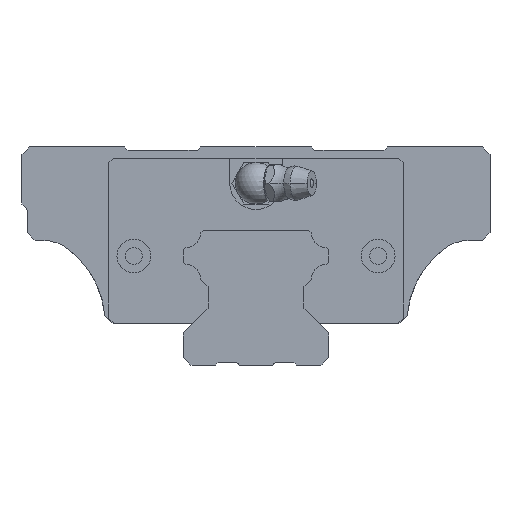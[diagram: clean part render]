
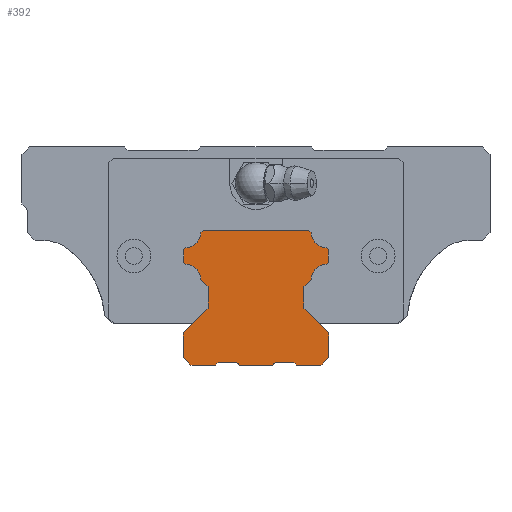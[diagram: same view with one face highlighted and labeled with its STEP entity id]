
A CAD part, front view. The second image highlights one B-rep face of the part: STEP entity #392.
In plain terms, the highlighted planar face has unit normal (0, -1, 0).
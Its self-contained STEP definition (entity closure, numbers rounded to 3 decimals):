
#392=ADVANCED_FACE('',(#880),#881,.T.);
#880=FACE_OUTER_BOUND('',#1455,.T.);
#881=PLANE('',#1456);
#1455=EDGE_LOOP('',(#3323,#3324,#3325,#3326,#3327,#3328,#3329,#3330,#3331,#3332,#3333,#3334,#3335,#3336,#3337,#3338,#3339,#3340,#3341,#3342,#3343,#3344,#3345,#3346,#3347,#3348,#3349,#3350,#3351,#3352,#3353,#3354));
#1456=AXIS2_PLACEMENT_3D('',#3355,#3356,#3357);
#3323=ORIENTED_EDGE('',*,*,#4059,.T.);
#3324=ORIENTED_EDGE('',*,*,#4141,.F.);
#3325=ORIENTED_EDGE('',*,*,#4063,.F.);
#3326=ORIENTED_EDGE('',*,*,#4144,.F.);
#3327=ORIENTED_EDGE('',*,*,#4133,.F.);
#3328=ORIENTED_EDGE('',*,*,#4044,.T.);
#3329=ORIENTED_EDGE('',*,*,#4120,.T.);
#3330=ORIENTED_EDGE('',*,*,#4117,.F.);
#3331=ORIENTED_EDGE('',*,*,#4145,.T.);
#3332=ORIENTED_EDGE('',*,*,#4034,.T.);
#3333=ORIENTED_EDGE('',*,*,#4028,.F.);
#3334=ORIENTED_EDGE('',*,*,#4032,.T.);
#3335=ORIENTED_EDGE('',*,*,#4131,.T.);
#3336=ORIENTED_EDGE('',*,*,#4048,.F.);
#3337=ORIENTED_EDGE('',*,*,#4052,.T.);
#3338=ORIENTED_EDGE('',*,*,#4089,.T.);
#3339=ORIENTED_EDGE('',*,*,#4103,.F.);
#3340=ORIENTED_EDGE('',*,*,#4069,.T.);
#3341=ORIENTED_EDGE('',*,*,#4067,.T.);
#3342=ORIENTED_EDGE('',*,*,#4098,.F.);
#3343=ORIENTED_EDGE('',*,*,#4146,.F.);
#3344=ORIENTED_EDGE('',*,*,#4147,.T.);
#3345=ORIENTED_EDGE('',*,*,#4055,.F.);
#3346=ORIENTED_EDGE('',*,*,#4148,.F.);
#3347=ORIENTED_EDGE('',*,*,#4125,.F.);
#3348=ORIENTED_EDGE('',*,*,#4129,.F.);
#3349=ORIENTED_EDGE('',*,*,#4149,.F.);
#3350=ORIENTED_EDGE('',*,*,#4150,.F.);
#3351=ORIENTED_EDGE('',*,*,#4109,.F.);
#3352=ORIENTED_EDGE('',*,*,#4072,.F.);
#3353=ORIENTED_EDGE('',*,*,#4151,.T.);
#3354=ORIENTED_EDGE('',*,*,#4152,.F.);
#3355=CARTESIAN_POINT('',(-13.679,-167.7,-18.021));
#3356=DIRECTION('',(0.0,-1.0,0.0));
#3357=DIRECTION('',(0.0,0.0,-1.0));
#4028=EDGE_CURVE('',#5034,#5036,#5037,.T.);
#4032=EDGE_CURVE('',#5034,#5041,#5043,.T.);
#4034=EDGE_CURVE('',#5046,#5036,#5047,.T.);
#4044=EDGE_CURVE('',#5064,#5062,#5065,.T.);
#4048=EDGE_CURVE('',#5070,#5072,#5073,.T.);
#4052=EDGE_CURVE('',#5070,#5077,#5079,.T.);
#4055=EDGE_CURVE('',#5083,#5085,#5086,.T.);
#4059=EDGE_CURVE('',#5093,#5091,#5094,.T.);
#4063=EDGE_CURVE('',#5099,#5101,#5102,.T.);
#4067=EDGE_CURVE('',#5104,#5106,#5108,.T.);
#4069=EDGE_CURVE('',#5109,#5104,#5111,.T.);
#4072=EDGE_CURVE('',#5115,#5117,#5118,.T.);
#4089=EDGE_CURVE('',#5077,#5143,#5145,.T.);
#4098=EDGE_CURVE('',#5157,#5106,#5159,.T.);
#4103=EDGE_CURVE('',#5109,#5143,#5164,.T.);
#4109=EDGE_CURVE('',#5117,#5171,#5172,.T.);
#4117=EDGE_CURVE('',#5183,#5185,#5186,.T.);
#4120=EDGE_CURVE('',#5062,#5185,#5189,.T.);
#4125=EDGE_CURVE('',#5195,#5197,#5198,.T.);
#4129=EDGE_CURVE('',#5202,#5195,#5204,.T.);
#4131=EDGE_CURVE('',#5041,#5072,#5206,.T.);
#4133=EDGE_CURVE('',#5064,#5209,#5210,.T.);
#4141=EDGE_CURVE('',#5101,#5091,#5218,.T.);
#4144=EDGE_CURVE('',#5209,#5099,#5221,.T.);
#4145=EDGE_CURVE('',#5183,#5046,#5222,.T.);
#4146=EDGE_CURVE('',#5223,#5157,#5224,.T.);
#4147=EDGE_CURVE('',#5223,#5085,#5225,.T.);
#4148=EDGE_CURVE('',#5197,#5083,#5226,.T.);
#4149=EDGE_CURVE('',#5227,#5202,#5228,.T.);
#4150=EDGE_CURVE('',#5171,#5227,#5229,.T.);
#4151=EDGE_CURVE('',#5115,#5230,#5231,.T.);
#4152=EDGE_CURVE('',#5093,#5230,#5232,.T.);
#5034=VERTEX_POINT('',#6631);
#5036=VERTEX_POINT('',#6634);
#5037=LINE('',#6635,#6636);
#5041=VERTEX_POINT('',#6642);
#5043=LINE('',#6645,#6646);
#5046=VERTEX_POINT('',#6650);
#5047=LINE('',#6651,#6652);
#5062=VERTEX_POINT('',#6673);
#5064=VERTEX_POINT('',#6676);
#5065=LINE('',#6677,#6678);
#5070=VERTEX_POINT('',#6685);
#5072=VERTEX_POINT('',#6688);
#5073=LINE('',#6689,#6690);
#5077=VERTEX_POINT('',#6696);
#5079=LINE('',#6699,#6700);
#5083=VERTEX_POINT('',#6705);
#5085=VERTEX_POINT('',#6708);
#5086=LINE('',#6709,#6710);
#5091=VERTEX_POINT('',#6717);
#5093=VERTEX_POINT('',#6720);
#5094=LINE('',#6721,#6722);
#5099=VERTEX_POINT('',#6729);
#5101=VERTEX_POINT('',#6732);
#5102=LINE('',#6733,#6734);
#5104=VERTEX_POINT('',#6737);
#5106=VERTEX_POINT('',#6740);
#5108=LINE('',#6743,#6744);
#5109=VERTEX_POINT('',#6745);
#5111=LINE('',#6748,#6749);
#5115=VERTEX_POINT('',#6754);
#5117=VERTEX_POINT('',#6757);
#5118=LINE('',#6758,#6759);
#5143=VERTEX_POINT('',#6790);
#5145=LINE('',#6793,#6794);
#5157=VERTEX_POINT('',#6810);
#5159=LINE('',#6813,#6814);
#5164=LINE('',#6820,#6821);
#5171=VERTEX_POINT('',#6831);
#5172=LINE('',#6832,#6833);
#5183=VERTEX_POINT('',#6847);
#5185=VERTEX_POINT('',#6850);
#5186=CIRCLE('',#6851,3.1);
#5189=LINE('',#6856,#6857);
#5195=VERTEX_POINT('',#6864);
#5197=VERTEX_POINT('',#6867);
#5198=LINE('',#6868,#6869);
#5202=VERTEX_POINT('',#6875);
#5204=LINE('',#6878,#6879);
#5206=LINE('',#6882,#6883);
#5209=VERTEX_POINT('',#6887);
#5210=LINE('',#6888,#6889);
#5218=LINE('',#6899,#6900);
#5221=CIRCLE('',#6903,3.1);
#5222=LINE('',#6904,#6905);
#5223=VERTEX_POINT('',#6906);
#5224=LINE('',#6907,#6908);
#5225=LINE('',#6909,#6910);
#5226=LINE('',#6911,#6912);
#5227=VERTEX_POINT('',#6913);
#5228=LINE('',#6914,#6915);
#5229=CIRCLE('',#6916,3.1);
#5230=VERTEX_POINT('',#6917);
#5231=LINE('',#6918,#6919);
#5232=CIRCLE('',#6920,3.1);
#6631=CARTESIAN_POINT('',(-14.0,-167.7,-37.499));
#6634=CARTESIAN_POINT('',(-9.23,-167.7,-32.729));
#6635=CARTESIAN_POINT('',(-14.0,-167.7,-37.499));
#6636=VECTOR('',#7789,1000.0);
#6642=CARTESIAN_POINT('',(-14.0,-167.7,-42.2));
#6645=CARTESIAN_POINT('',(-14.0,-167.7,-37.499));
#6646=VECTOR('',#7793,1000.0);
#6650=CARTESIAN_POINT('',(-9.23,-167.7,-28.571));
#6651=CARTESIAN_POINT('',(-9.23,-167.7,-28.571));
#6652=VECTOR('',#7795,1000.0);
#6673=CARTESIAN_POINT('',(-13.93,-167.7,-23.871));
#6676=CARTESIAN_POINT('',(-13.93,-167.7,-21.529));
#6677=CARTESIAN_POINT('',(-13.93,-167.7,-21.529));
#6678=VECTOR('',#7809,1000.0);
#6685=CARTESIAN_POINT('',(-7.8,-167.7,-43.7));
#6688=CARTESIAN_POINT('',(-12.5,-167.7,-43.7));
#6689=CARTESIAN_POINT('',(-7.8,-167.7,-43.7));
#6690=VECTOR('',#7813,1000.0);
#6696=CARTESIAN_POINT('',(-7.3,-167.7,-43.2));
#6699=CARTESIAN_POINT('',(-7.8,-167.7,-43.7));
#6700=VECTOR('',#7817,1000.0);
#6705=CARTESIAN_POINT('',(14.0,-167.7,-42.2));
#6708=CARTESIAN_POINT('',(12.5,-167.7,-43.7));
#6709=CARTESIAN_POINT('',(14.0,-167.7,-42.2));
#6710=VECTOR('',#7820,1000.0);
#6717=CARTESIAN_POINT('',(10.101,-167.7,-17.7));
#6720=CARTESIAN_POINT('',(10.583,-167.7,-18.182));
#6721=CARTESIAN_POINT('',(10.583,-167.7,-18.182));
#6722=VECTOR('',#7824,1000.0);
#6729=CARTESIAN_POINT('',(-10.583,-167.7,-18.182));
#6732=CARTESIAN_POINT('',(-10.101,-167.7,-17.7));
#6733=CARTESIAN_POINT('',(-10.583,-167.7,-18.182));
#6734=VECTOR('',#7828,1000.0);
#6737=CARTESIAN_POINT('',(3.2,-167.7,-43.7));
#6740=CARTESIAN_POINT('',(3.7,-167.7,-43.2));
#6743=CARTESIAN_POINT('',(3.2,-167.7,-43.7));
#6744=VECTOR('',#7832,1000.0);
#6745=CARTESIAN_POINT('',(-3.2,-167.7,-43.7));
#6748=CARTESIAN_POINT('',(-3.2,-167.7,-43.7));
#6749=VECTOR('',#7834,1000.0);
#6754=CARTESIAN_POINT('',(13.93,-167.7,-21.529));
#6757=CARTESIAN_POINT('',(13.93,-167.7,-23.871));
#6758=CARTESIAN_POINT('',(13.93,-167.7,-21.529));
#6759=VECTOR('',#7837,1000.0);
#6790=CARTESIAN_POINT('',(-3.7,-167.7,-43.2));
#6793=CARTESIAN_POINT('',(-7.3,-167.7,-43.2));
#6794=VECTOR('',#7872,1000.0);
#6810=CARTESIAN_POINT('',(7.3,-167.7,-43.2));
#6813=CARTESIAN_POINT('',(7.3,-167.7,-43.2));
#6814=VECTOR('',#7887,1000.0);
#6820=CARTESIAN_POINT('',(-3.2,-167.7,-43.7));
#6821=VECTOR('',#7898,1000.0);
#6831=CARTESIAN_POINT('',(13.518,-167.7,-24.283));
#6832=CARTESIAN_POINT('',(13.93,-167.7,-23.871));
#6833=VECTOR('',#7908,1000.0);
#6847=CARTESIAN_POINT('',(-10.583,-167.7,-27.218));
#6850=CARTESIAN_POINT('',(-13.518,-167.7,-24.283));
#6851=AXIS2_PLACEMENT_3D('',#7922,#7923,#7924);
#6856=CARTESIAN_POINT('',(-13.93,-167.7,-23.871));
#6857=VECTOR('',#7927,1000.0);
#6864=CARTESIAN_POINT('',(9.23,-167.7,-32.729));
#6867=CARTESIAN_POINT('',(14.0,-167.7,-37.499));
#6868=CARTESIAN_POINT('',(9.23,-167.7,-32.729));
#6869=VECTOR('',#7936,1000.0);
#6875=CARTESIAN_POINT('',(9.23,-167.7,-28.571));
#6878=CARTESIAN_POINT('',(9.23,-167.7,-28.571));
#6879=VECTOR('',#7940,1000.0);
#6882=CARTESIAN_POINT('',(-14.0,-167.7,-42.2));
#6883=VECTOR('',#7942,1000.0);
#6887=CARTESIAN_POINT('',(-13.518,-167.7,-21.117));
#6888=CARTESIAN_POINT('',(-13.93,-167.7,-21.529));
#6889=VECTOR('',#7944,1000.0);
#6899=CARTESIAN_POINT('',(-10.171,-167.7,-17.7));
#6900=VECTOR('',#7962,1000.0);
#6903=AXIS2_PLACEMENT_3D('',#7969,#7970,#7971);
#6904=CARTESIAN_POINT('',(-10.583,-167.7,-27.218));
#6905=VECTOR('',#7972,1000.0);
#6906=CARTESIAN_POINT('',(7.8,-167.7,-43.7));
#6907=CARTESIAN_POINT('',(7.8,-167.7,-43.7));
#6908=VECTOR('',#7973,1000.0);
#6909=CARTESIAN_POINT('',(7.8,-167.7,-43.7));
#6910=VECTOR('',#7974,1000.0);
#6911=CARTESIAN_POINT('',(14.0,-167.7,-37.499));
#6912=VECTOR('',#7975,1000.0);
#6913=CARTESIAN_POINT('',(10.583,-167.7,-27.218));
#6914=CARTESIAN_POINT('',(10.583,-167.7,-27.218));
#6915=VECTOR('',#7976,1000.0);
#6916=AXIS2_PLACEMENT_3D('',#7977,#7978,#7979);
#6917=CARTESIAN_POINT('',(13.518,-167.7,-21.117));
#6918=CARTESIAN_POINT('',(13.93,-167.7,-21.529));
#6919=VECTOR('',#7980,1000.0);
#6920=AXIS2_PLACEMENT_3D('',#7981,#7982,#7983);
#7789=DIRECTION('',(0.707,0.0,0.707));
#7793=DIRECTION('',(0.0,0.0,-1.0));
#7795=DIRECTION('',(0.0,0.0,-1.0));
#7809=DIRECTION('',(0.0,0.0,-1.0));
#7813=DIRECTION('',(-1.0,0.0,0.0));
#7817=DIRECTION('',(0.707,0.0,0.707));
#7820=DIRECTION('',(-0.707,0.0,-0.707));
#7824=DIRECTION('',(-0.707,0.0,0.707));
#7828=DIRECTION('',(0.707,0.0,0.707));
#7832=DIRECTION('',(0.707,0.0,0.707));
#7834=DIRECTION('',(1.0,0.0,0.0));
#7837=DIRECTION('',(0.0,0.0,-1.0));
#7872=DIRECTION('',(1.0,0.0,0.0));
#7887=DIRECTION('',(-1.0,0.0,0.0));
#7898=DIRECTION('',(-0.707,0.0,0.707));
#7908=DIRECTION('',(-0.707,0.0,-0.707));
#7922=CARTESIAN_POINT('',(-13.679,-167.7,-27.379));
#7923=DIRECTION('',(0.0,-1.0,0.0));
#7924=DIRECTION('',(1.0,0.0,0.0));
#7927=DIRECTION('',(0.707,0.0,-0.707));
#7936=DIRECTION('',(0.707,0.0,-0.707));
#7940=DIRECTION('',(0.0,0.0,-1.0));
#7942=DIRECTION('',(0.707,0.0,-0.707));
#7944=DIRECTION('',(0.707,0.0,0.707));
#7962=DIRECTION('',(1.0,0.0,0.0));
#7969=CARTESIAN_POINT('',(-13.679,-167.7,-18.021));
#7970=DIRECTION('',(0.0,-1.0,0.0));
#7971=DIRECTION('',(1.0,0.0,0.0));
#7972=DIRECTION('',(0.707,0.0,-0.707));
#7973=DIRECTION('',(-0.707,0.0,0.707));
#7974=DIRECTION('',(1.0,0.0,0.0));
#7975=DIRECTION('',(0.0,0.0,-1.0));
#7976=DIRECTION('',(-0.707,0.0,-0.707));
#7977=CARTESIAN_POINT('',(13.679,-167.7,-27.379));
#7978=DIRECTION('',(0.0,-1.0,0.0));
#7979=DIRECTION('',(1.0,0.0,0.0));
#7980=DIRECTION('',(-0.707,0.0,0.707));
#7981=CARTESIAN_POINT('',(13.679,-167.7,-18.021));
#7982=DIRECTION('',(0.0,-1.0,0.0));
#7983=DIRECTION('',(1.0,0.0,0.0));
